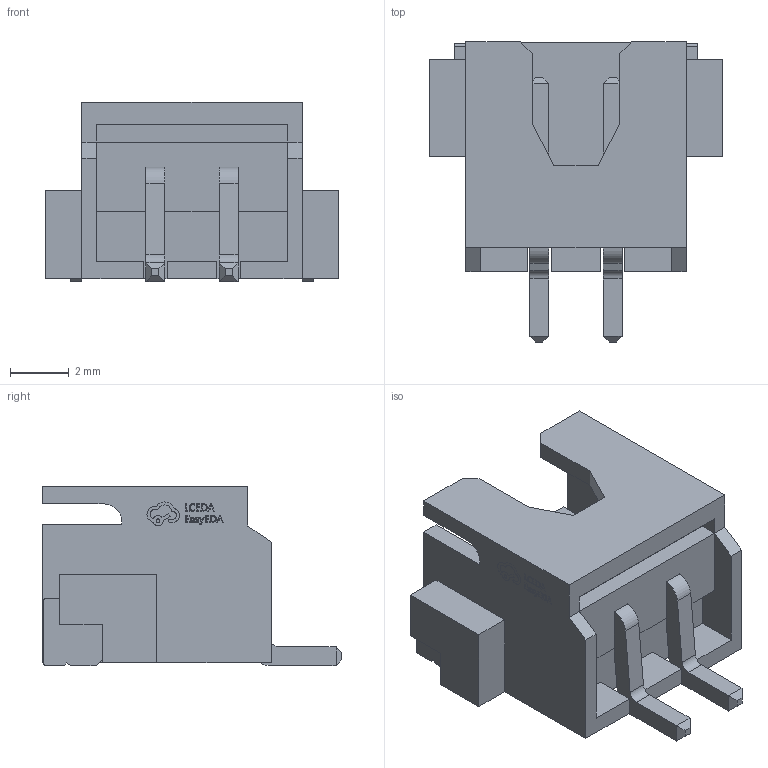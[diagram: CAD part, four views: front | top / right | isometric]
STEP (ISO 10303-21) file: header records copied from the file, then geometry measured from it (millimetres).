
FILE_DESCRIPTION (( 'STEP AP214' ), '1' );
FILE_NAME ('CONN-SMD_XH-2PWBPZ.step', '2022-07-29T15:17:29', ( '' ), ( '' ), 'SwSTEP 2.0', 'SolidWorks 2020', '' );
FILE_SCHEMA (( 'AUTOMOTIVE_DESIGN' ));
Length unit declared in the file: millimetre
Products named in the file (1): CONN-SMD_XH-2PWBPZ
Bounding box: 10 x 10.2 x 6.1 mm (x, y, z)
Volume: 152 mm3; surface area: 521.7 mm2
Topology: 14 solids, 14 shells, 423 faces, 1126 edges, 740 vertices
Faces by surface type: plane 297, bspline 114, cylinder 12
Entity records: 17890 total; most frequent: CARTESIAN_POINT 4652, ORIENTED_EDGE 2252, DIRECTION 1538, EDGE_CURVE 1126, VECTOR 870, LINE 870, VERTEX_POINT 740, EDGE_LOOP 444
